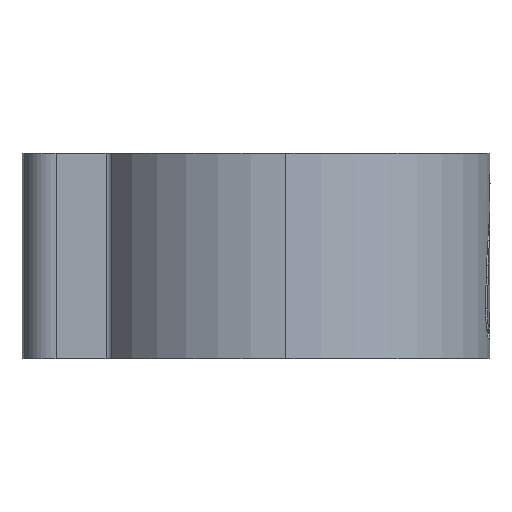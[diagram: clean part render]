
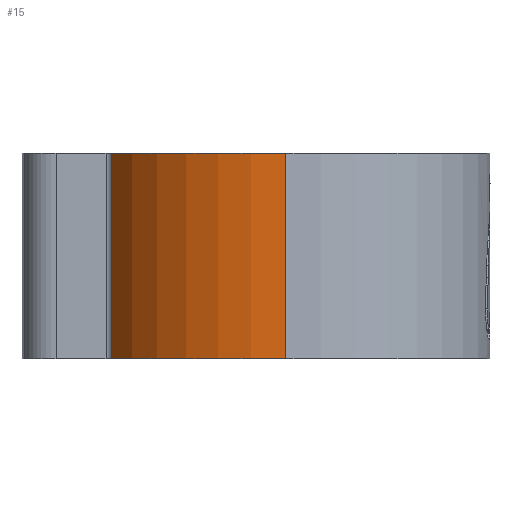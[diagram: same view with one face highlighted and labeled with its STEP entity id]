
A CAD part, left-side view. The second image highlights one B-rep face of the part: STEP entity #15.
In plain terms, the highlighted cylindrical face has radius 6.45 mm (diameter 12.9 mm), a partial arc.
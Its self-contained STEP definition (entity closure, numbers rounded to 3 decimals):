
#15 = ADVANCED_FACE ( 'NONE', ( #2861 ), #4787, .T. ) ;
#320 = ORIENTED_EDGE ( 'NONE', *, *, #1531, .T. ) ;
#340 = EDGE_LOOP ( 'NONE', ( #3887, #2113, #320, #3200 ) ) ;
#348 = DIRECTION ( 'NONE',  ( 0., 0., 1. ) ) ;
#368 = DIRECTION ( 'NONE',  ( 1., 0., 0. ) ) ;
#418 = DIRECTION ( 'NONE',  ( 0., 0., 1. ) ) ;
#539 = VERTEX_POINT ( 'NONE', #3366 ) ;
#686 = CARTESIAN_POINT ( 'NONE',  ( -6.45, 0., 3.25 ) ) ;
#708 = CARTESIAN_POINT ( 'NONE',  ( 0., 0., 3.25 ) ) ;
#1028 = CIRCLE ( 'NONE', #4707, 6.45 ) ;
#1120 = AXIS2_PLACEMENT_3D ( 'NONE', #708, #348, #4713 ) ;
#1387 = VERTEX_POINT ( 'NONE', #3411 ) ;
#1472 = CARTESIAN_POINT ( 'NONE',  ( -6.45, 0., -3.25 ) ) ;
#1531 = EDGE_CURVE ( 'NONE', #1916, #1387, #1604, .T. ) ;
#1604 = LINE ( 'NONE', #3581, #2030 ) ;
#1655 = DIRECTION ( 'NONE',  ( 0., 0., -1. ) ) ;
#1694 = VERTEX_POINT ( 'NONE', #1472 ) ;
#1916 = VERTEX_POINT ( 'NONE', #2255 ) ;
#2021 = AXIS2_PLACEMENT_3D ( 'NONE', #2409, #4332, #5184 ) ;
#2030 = VECTOR ( 'NONE', #1655, 1000. ) ;
#2045 = CARTESIAN_POINT ( 'NONE',  ( 0., 0., -3.25 ) ) ;
#2113 = ORIENTED_EDGE ( 'NONE', *, *, #4874, .F. ) ;
#2255 = CARTESIAN_POINT ( 'NONE',  ( -3.346, 5.514, 3.25 ) ) ;
#2409 = CARTESIAN_POINT ( 'NONE',  ( 0., 0., 3.25 ) ) ;
#2737 = LINE ( 'NONE', #686, #3942 ) ;
#2861 = FACE_OUTER_BOUND ( 'NONE', #340, .T. ) ;
#3200 = ORIENTED_EDGE ( 'NONE', *, *, #3692, .T. ) ;
#3366 = CARTESIAN_POINT ( 'NONE',  ( -6.45, 0., 3.25 ) ) ;
#3411 = CARTESIAN_POINT ( 'NONE',  ( -3.346, 5.514, -3.25 ) ) ;
#3544 = EDGE_CURVE ( 'NONE', #539, #1694, #2737, .T. ) ;
#3581 = CARTESIAN_POINT ( 'NONE',  ( -3.346, 5.514, 3.25 ) ) ;
#3692 = EDGE_CURVE ( 'NONE', #1387, #1694, #1028, .T. ) ;
#3887 = ORIENTED_EDGE ( 'NONE', *, *, #3544, .F. ) ;
#3942 = VECTOR ( 'NONE', #4317, 1000. ) ;
#4317 = DIRECTION ( 'NONE',  ( 0., 0., -1. ) ) ;
#4332 = DIRECTION ( 'NONE',  ( 0., 0., -1. ) ) ;
#4707 = AXIS2_PLACEMENT_3D ( 'NONE', #2045, #418, #368 ) ;
#4710 = CIRCLE ( 'NONE', #1120, 6.45 ) ;
#4713 = DIRECTION ( 'NONE',  ( 1., 0., 0. ) ) ;
#4787 = CYLINDRICAL_SURFACE ( 'NONE', #2021, 6.45 ) ;
#4874 = EDGE_CURVE ( 'NONE', #1916, #539, #4710, .T. ) ;
#5184 = DIRECTION ( 'NONE',  ( -1., 0., 0. ) ) ;
